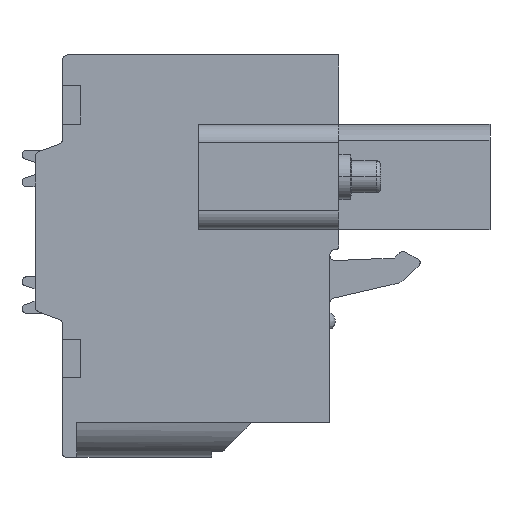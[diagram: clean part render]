
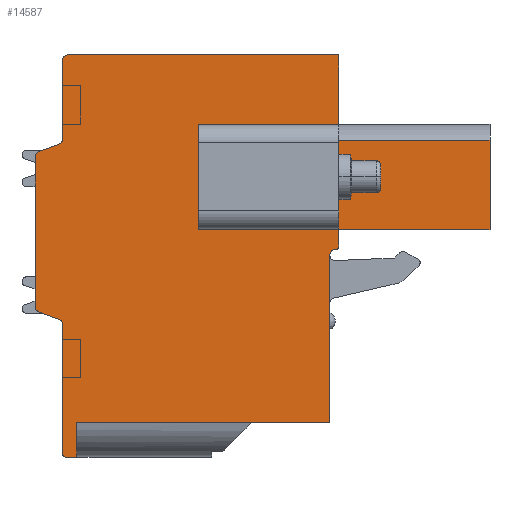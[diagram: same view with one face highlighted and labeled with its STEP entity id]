
A CAD part, front view. The second image highlights one B-rep face of the part: STEP entity #14587.
In plain terms, the highlighted planar face has unit normal (0, -1, 0).
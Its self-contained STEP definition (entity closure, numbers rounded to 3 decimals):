
#363=DIRECTION('',(-1.,0.,0.));
#364=VECTOR('',#363,6.3);
#365=CARTESIAN_POINT('',(2.781,-55.78,1.9));
#366=LINE('',#365,#364);
#367=DIRECTION('',(1.,0.,0.));
#368=VECTOR('',#367,6.3);
#369=CARTESIAN_POINT('',(-3.519,-55.78,7.65));
#370=LINE('',#369,#368);
#371=DIRECTION('',(0.,0.,1.));
#372=VECTOR('',#371,5.75);
#373=CARTESIAN_POINT('',(-3.519,-55.78,1.9));
#374=LINE('',#373,#372);
#375=DIRECTION('',(0.,0.,-1.));
#376=VECTOR('',#375,4.7);
#377=CARTESIAN_POINT('',(4.181,-55.78,11.475));
#378=LINE('',#377,#376);
#379=DIRECTION('',(-1.,0.,0.));
#380=VECTOR('',#379,8.3);
#381=CARTESIAN_POINT('',(12.481,-55.78,6.775));
#382=LINE('',#381,#380);
#383=DIRECTION('',(0.,0.,-1.));
#384=VECTOR('',#383,4.9);
#385=CARTESIAN_POINT('',(12.481,-55.78,6.775));
#386=LINE('',#385,#384);
#387=DIRECTION('',(-1.,0.,0.));
#388=VECTOR('',#387,8.3);
#389=CARTESIAN_POINT('',(12.481,-55.78,1.875));
#390=LINE('',#389,#388);
#391=DIRECTION('',(0.,0.,-1.));
#392=VECTOR('',#391,0.901);
#393=CARTESIAN_POINT('',(4.181,-55.78,1.875));
#394=LINE('',#393,#392);
#395=CARTESIAN_POINT('',(3.981,-55.78,0.974));
#396=DIRECTION('',(0.,1.,0.));
#397=DIRECTION('',(1.,0.,0.));
#398=AXIS2_PLACEMENT_3D('',#395,#396,#397);
#400=CARTESIAN_POINT('',(3.981,-55.78,0.474));
#401=DIRECTION('',(0.,-1.,0.));
#402=DIRECTION('',(0.,0.,1.));
#403=AXIS2_PLACEMENT_3D('',#400,#401,#402);
#405=DIRECTION('',(-1.,0.,0.));
#406=VECTOR('',#405,13.9);
#407=CARTESIAN_POINT('',(3.681,-55.78,-8.725));
#408=LINE('',#407,#406);
#409=DIRECTION('',(0.,0.,-1.));
#410=VECTOR('',#409,1.9);
#411=CARTESIAN_POINT('',(-10.219,-55.78,-8.725));
#412=LINE('',#411,#410);
#413=DIRECTION('',(-1.,0.,0.));
#414=VECTOR('',#413,0.6);
#415=CARTESIAN_POINT('',(-10.219,-55.78,-10.625));
#416=LINE('',#415,#414);
#417=CARTESIAN_POINT('',(-10.819,-55.78,-10.425));
#418=DIRECTION('',(0.,1.,0.));
#419=DIRECTION('',(0.,0.,-1.));
#420=AXIS2_PLACEMENT_3D('',#417,#418,#419);
#422=DIRECTION('',(0.,0.,1.));
#423=VECTOR('',#422,7.095);
#424=CARTESIAN_POINT('',(-11.019,-55.78,-10.425));
#425=LINE('',#424,#423);
#426=CARTESIAN_POINT('',(-11.319,-55.78,-3.33));
#427=DIRECTION('',(0.,-1.,0.));
#428=DIRECTION('',(1.,0.,0.));
#429=AXIS2_PLACEMENT_3D('',#426,#427,#428);
#431=DIRECTION('',(-0.94,0.,0.342));
#432=VECTOR('',#431,1.176);
#433=CARTESIAN_POINT('',(-11.216,-55.78,-3.048));
#434=LINE('',#433,#432);
#435=CARTESIAN_POINT('',(-12.219,-55.78,-2.364));
#436=DIRECTION('',(0.,1.,0.));
#437=DIRECTION('',(-0.342,0.,-0.94));
#438=AXIS2_PLACEMENT_3D('',#435,#436,#437);
#440=DIRECTION('',(0.,0.,1.));
#441=VECTOR('',#440,8.238);
#442=CARTESIAN_POINT('',(-12.519,-55.78,-2.364));
#443=LINE('',#442,#441);
#444=CARTESIAN_POINT('',(-12.219,-55.78,5.874));
#445=DIRECTION('',(0.,1.,0.));
#446=DIRECTION('',(-1.,0.,0.));
#447=AXIS2_PLACEMENT_3D('',#444,#445,#446);
#449=DIRECTION('',(0.94,0.,0.342));
#450=VECTOR('',#449,1.176);
#451=CARTESIAN_POINT('',(-12.321,-55.78,6.156));
#452=LINE('',#451,#450);
#453=CARTESIAN_POINT('',(-11.319,-55.78,6.84));
#454=DIRECTION('',(0.,-1.,0.));
#455=DIRECTION('',(0.342,0.,-0.94));
#456=AXIS2_PLACEMENT_3D('',#453,#454,#455);
#458=DIRECTION('',(0.,0.,1.));
#459=VECTOR('',#458,4.335);
#460=CARTESIAN_POINT('',(-11.019,-55.78,6.84));
#461=LINE('',#460,#459);
#462=CARTESIAN_POINT('',(-10.719,-55.78,11.175));
#463=DIRECTION('',(0.,1.,0.));
#464=DIRECTION('',(-1.,0.,0.));
#465=AXIS2_PLACEMENT_3D('',#462,#463,#464);
#467=DIRECTION('',(1.,0.,0.));
#468=VECTOR('',#467,14.9);
#469=CARTESIAN_POINT('',(-10.719,-55.78,11.475));
#470=LINE('',#469,#468);
#625=DIRECTION('',(0.,0.,1.));
#626=VECTOR('',#625,5.75);
#627=CARTESIAN_POINT('',(2.781,-55.78,1.9));
#628=LINE('',#627,#626);
#2605=DIRECTION('',(0.,0.,1.));
#2606=VECTOR('',#2605,9.199);
#2607=CARTESIAN_POINT('',(3.681,-55.78,-8.725));
#2608=LINE('',#2607,#2606);
#10952=CARTESIAN_POINT('',(-12.519,-55.78,-2.364));
#10953=CARTESIAN_POINT('',(-12.519,-55.78,5.874));
#10954=VERTEX_POINT('',#10952);
#10955=VERTEX_POINT('',#10953);
#10956=CARTESIAN_POINT('',(-12.321,-55.78,6.156));
#10957=VERTEX_POINT('',#10956);
#10958=CARTESIAN_POINT('',(-11.216,-55.78,6.558));
#10959=VERTEX_POINT('',#10958);
#10960=CARTESIAN_POINT('',(-11.019,-55.78,6.84));
#10961=VERTEX_POINT('',#10960);
#10962=CARTESIAN_POINT('',(-11.019,-55.78,11.175));
#10963=VERTEX_POINT('',#10962);
#10964=CARTESIAN_POINT('',(-10.719,-55.78,11.475));
#10965=VERTEX_POINT('',#10964);
#10966=CARTESIAN_POINT('',(4.181,-55.78,11.475));
#10967=VERTEX_POINT('',#10966);
#10968=CARTESIAN_POINT('',(3.681,-55.78,-8.725));
#10969=CARTESIAN_POINT('',(-10.219,-55.78,-8.725));
#10970=VERTEX_POINT('',#10968);
#10971=VERTEX_POINT('',#10969);
#10972=CARTESIAN_POINT('',(-10.219,-55.78,-10.625));
#10973=VERTEX_POINT('',#10972);
#10974=CARTESIAN_POINT('',(-10.819,-55.78,-10.625));
#10975=VERTEX_POINT('',#10974);
#10976=CARTESIAN_POINT('',(-11.019,-55.78,-10.425));
#10977=VERTEX_POINT('',#10976);
#10978=CARTESIAN_POINT('',(-11.019,-55.78,-3.33));
#10979=VERTEX_POINT('',#10978);
#10980=CARTESIAN_POINT('',(-11.216,-55.78,-3.048));
#10981=VERTEX_POINT('',#10980);
#10982=CARTESIAN_POINT('',(-12.321,-55.78,-2.646));
#10983=VERTEX_POINT('',#10982);
#10994=CARTESIAN_POINT('',(4.181,-55.78,0.974));
#10995=CARTESIAN_POINT('',(3.981,-55.78,0.774));
#10996=VERTEX_POINT('',#10994);
#10997=VERTEX_POINT('',#10995);
#10998=CARTESIAN_POINT('',(4.181,-55.78,1.875));
#10999=VERTEX_POINT('',#10998);
#11000=CARTESIAN_POINT('',(3.681,-55.78,0.474));
#11001=VERTEX_POINT('',#11000);
#11002=CARTESIAN_POINT('',(12.481,-55.78,1.875));
#11003=VERTEX_POINT('',#11002);
#12226=CARTESIAN_POINT('',(12.481,-55.78,6.775));
#12227=VERTEX_POINT('',#12226);
#13992=CARTESIAN_POINT('',(-3.519,-55.78,1.9));
#13993=CARTESIAN_POINT('',(-3.519,-55.78,7.65));
#13994=VERTEX_POINT('',#13992);
#13995=VERTEX_POINT('',#13993);
#14014=CARTESIAN_POINT('',(2.781,-55.78,1.9));
#14015=CARTESIAN_POINT('',(2.781,-55.78,7.65));
#14016=VERTEX_POINT('',#14014);
#14017=VERTEX_POINT('',#14015);
#14030=CARTESIAN_POINT('',(4.181,-55.78,6.775));
#14031=VERTEX_POINT('',#14030);
#14525=CARTESIAN_POINT('',(0.,-55.78,0.));
#14526=DIRECTION('',(0.,1.,0.));
#14527=DIRECTION('',(1.,0.,0.));
#14528=AXIS2_PLACEMENT_3D('',#14525,#14526,#14527);
#14529=PLANE('',#14528);
#14530=ORIENTED_EDGE('',*,*,#14297,.T.);
#14532=ORIENTED_EDGE('',*,*,#14531,.F.);
#14534=ORIENTED_EDGE('',*,*,#14533,.T.);
#14536=ORIENTED_EDGE('',*,*,#14535,.T.);
#14538=ORIENTED_EDGE('',*,*,#14537,.T.);
#14540=ORIENTED_EDGE('',*,*,#14539,.T.);
#14542=ORIENTED_EDGE('',*,*,#14541,.T.);
#14544=ORIENTED_EDGE('',*,*,#14543,.F.);
#14546=ORIENTED_EDGE('',*,*,#14545,.T.);
#14548=ORIENTED_EDGE('',*,*,#14547,.T.);
#14550=ORIENTED_EDGE('',*,*,#14549,.T.);
#14552=ORIENTED_EDGE('',*,*,#14551,.T.);
#14554=ORIENTED_EDGE('',*,*,#14553,.T.);
#14556=ORIENTED_EDGE('',*,*,#14555,.T.);
#14558=ORIENTED_EDGE('',*,*,#14557,.T.);
#14560=ORIENTED_EDGE('',*,*,#14559,.T.);
#14562=ORIENTED_EDGE('',*,*,#14561,.T.);
#14564=ORIENTED_EDGE('',*,*,#14563,.T.);
#14566=ORIENTED_EDGE('',*,*,#14565,.T.);
#14568=ORIENTED_EDGE('',*,*,#14567,.T.);
#14570=ORIENTED_EDGE('',*,*,#14569,.T.);
#14572=ORIENTED_EDGE('',*,*,#14571,.T.);
#14574=ORIENTED_EDGE('',*,*,#14573,.T.);
#14575=EDGE_LOOP('',(#14530,#14532,#14534,#14536,#14538,#14540,#14542,#14544,
#14546,#14548,#14550,#14552,#14554,#14556,#14558,#14560,#14562,#14564,#14566,
#14568,#14570,#14572,#14574));
#14576=FACE_OUTER_BOUND('',#14575,.F.);
#14578=ORIENTED_EDGE('',*,*,#14577,.F.);
#14580=ORIENTED_EDGE('',*,*,#14579,.T.);
#14582=ORIENTED_EDGE('',*,*,#14581,.F.);
#14584=ORIENTED_EDGE('',*,*,#14583,.F.);
#14585=EDGE_LOOP('',(#14578,#14580,#14582,#14584));
#14586=FACE_BOUND('',#14585,.F.);
#14587=ADVANCED_FACE('',(#14576,#14586),#14529,.F.);
#399=CIRCLE('',#398,0.2);
#404=CIRCLE('',#403,0.3);
#421=CIRCLE('',#420,0.2);
#430=CIRCLE('',#429,0.3);
#439=CIRCLE('',#438,0.3);
#448=CIRCLE('',#447,0.3);
#457=CIRCLE('',#456,0.3);
#466=CIRCLE('',#465,0.3);
#14297=EDGE_CURVE('',#10967,#14031,#378,.T.);
#14531=EDGE_CURVE('',#12227,#14031,#382,.T.);
#14533=EDGE_CURVE('',#12227,#11003,#386,.T.);
#14535=EDGE_CURVE('',#11003,#10999,#390,.T.);
#14537=EDGE_CURVE('',#10999,#10996,#394,.T.);
#14539=EDGE_CURVE('',#10996,#10997,#399,.T.);
#14541=EDGE_CURVE('',#10997,#11001,#404,.T.);
#14543=EDGE_CURVE('',#10970,#11001,#2608,.T.);
#14545=EDGE_CURVE('',#10970,#10971,#408,.T.);
#14547=EDGE_CURVE('',#10971,#10973,#412,.T.);
#14549=EDGE_CURVE('',#10973,#10975,#416,.T.);
#14551=EDGE_CURVE('',#10975,#10977,#421,.T.);
#14553=EDGE_CURVE('',#10977,#10979,#425,.T.);
#14555=EDGE_CURVE('',#10979,#10981,#430,.T.);
#14557=EDGE_CURVE('',#10981,#10983,#434,.T.);
#14559=EDGE_CURVE('',#10983,#10954,#439,.T.);
#14561=EDGE_CURVE('',#10954,#10955,#443,.T.);
#14563=EDGE_CURVE('',#10955,#10957,#448,.T.);
#14565=EDGE_CURVE('',#10957,#10959,#452,.T.);
#14567=EDGE_CURVE('',#10959,#10961,#457,.T.);
#14569=EDGE_CURVE('',#10961,#10963,#461,.T.);
#14571=EDGE_CURVE('',#10963,#10965,#466,.T.);
#14573=EDGE_CURVE('',#10965,#10967,#470,.T.);
#14577=EDGE_CURVE('',#14016,#13994,#366,.T.);
#14579=EDGE_CURVE('',#14016,#14017,#628,.T.);
#14581=EDGE_CURVE('',#13995,#14017,#370,.T.);
#14583=EDGE_CURVE('',#13994,#13995,#374,.T.);
